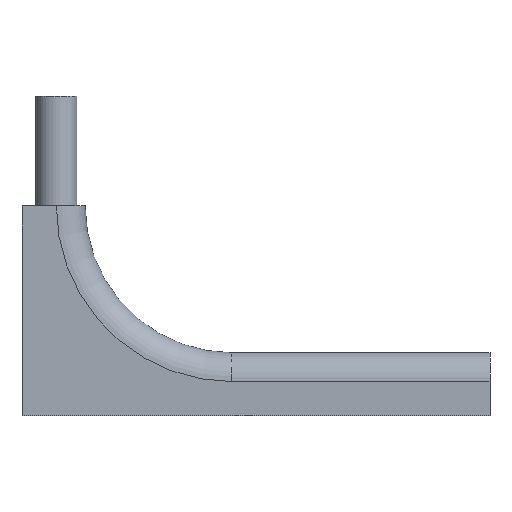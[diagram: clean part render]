
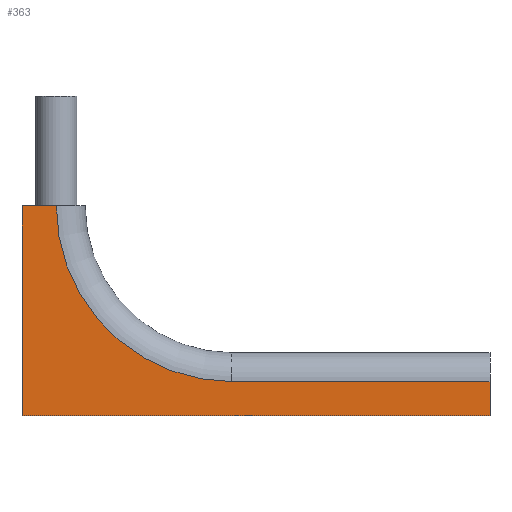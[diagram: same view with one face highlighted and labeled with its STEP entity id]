
A CAD part, left-side view. The second image highlights one B-rep face of the part: STEP entity #363.
In plain terms, the highlighted planar face has unit normal (-1, 0, 0).
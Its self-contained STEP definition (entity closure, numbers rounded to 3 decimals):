
#29=PLANE('',#415);
#47=FACE_OUTER_BOUND('',#69,.T.);
#69=EDGE_LOOP('',(#309,#310,#311,#312,#313,#314));
#91=LINE('',#595,#120);
#95=LINE('',#603,#124);
#97=LINE('',#618,#126);
#99=LINE('',#627,#128);
#102=LINE('',#632,#131);
#120=VECTOR('',#472,10.);
#124=VECTOR('',#480,10.);
#126=VECTOR('',#500,10.);
#128=VECTOR('',#510,10.);
#131=VECTOR('',#517,10.);
#147=CIRCLE('',#408,32.);
#173=VERTEX_POINT('',#592);
#174=VERTEX_POINT('',#594);
#176=VERTEX_POINT('',#602);
#177=VERTEX_POINT('',#609);
#180=VERTEX_POINT('',#614);
#183=VERTEX_POINT('',#625);
#211=EDGE_CURVE('',#173,#174,#91,.T.);
#215=EDGE_CURVE('',#174,#176,#95,.T.);
#222=EDGE_CURVE('',#177,#180,#147,.T.);
#223=EDGE_CURVE('',#176,#180,#97,.T.);
#227=EDGE_CURVE('',#183,#173,#99,.T.);
#230=EDGE_CURVE('',#177,#183,#102,.T.);
#309=ORIENTED_EDGE('',*,*,#230,.F.);
#310=ORIENTED_EDGE('',*,*,#222,.T.);
#311=ORIENTED_EDGE('',*,*,#223,.F.);
#312=ORIENTED_EDGE('',*,*,#215,.F.);
#313=ORIENTED_EDGE('',*,*,#211,.F.);
#314=ORIENTED_EDGE('',*,*,#227,.F.);
#363=ADVANCED_FACE('',(#47),#29,.T.);
#408=AXIS2_PLACEMENT_3D('',#616,#496,#497);
#415=AXIS2_PLACEMENT_3D('',#631,#515,#516);
#472=DIRECTION('',(0.,1.,0.));
#480=DIRECTION('',(0.,0.,1.));
#496=DIRECTION('center_axis',(1.,0.,0.));
#497=DIRECTION('ref_axis',(0.,0.,-1.));
#500=DIRECTION('',(0.,-1.,0.));
#510=DIRECTION('',(0.,0.,-1.));
#515=DIRECTION('center_axis',(-1.,0.,0.));
#516=DIRECTION('ref_axis',(0.,0.,1.));
#517=DIRECTION('',(0.,-1.,0.));
#592=CARTESIAN_POINT('',(2.,-2.,-1.235));
#594=CARTESIAN_POINT('',(2.,83.25,-1.235));
#595=CARTESIAN_POINT('',(2.,0.,-1.235));
#602=CARTESIAN_POINT('',(2.,83.25,37.015));
#603=CARTESIAN_POINT('',(2.,83.25,-1.235));
#609=CARTESIAN_POINT('',(2.,45.,5.015));
#614=CARTESIAN_POINT('',(2.,77.,37.015));
#616=CARTESIAN_POINT('Origin',(2.,45.,37.015));
#618=CARTESIAN_POINT('',(2.,83.25,37.015));
#625=CARTESIAN_POINT('',(2.,-2.,5.015));
#627=CARTESIAN_POINT('',(2.,-2.,-1.235));
#631=CARTESIAN_POINT('Origin',(2.,0.,-1.235));
#632=CARTESIAN_POINT('',(2.,0.,5.015));
